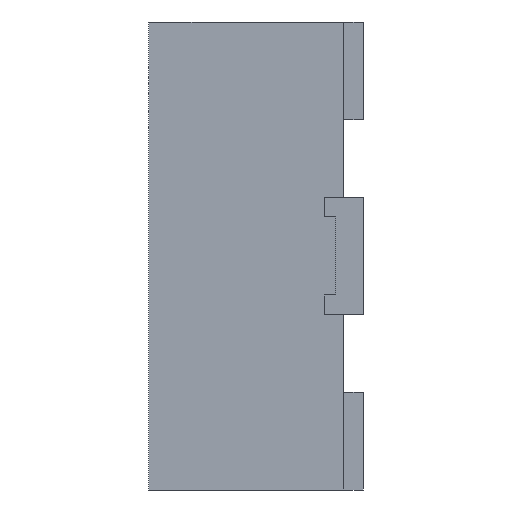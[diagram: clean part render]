
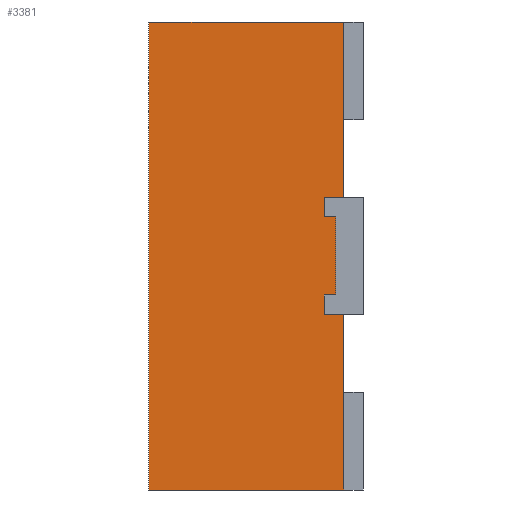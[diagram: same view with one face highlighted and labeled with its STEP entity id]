
A CAD part, left-side view. The second image highlights one B-rep face of the part: STEP entity #3381.
In plain terms, the highlighted planar face has unit normal (-1, 0, 0).
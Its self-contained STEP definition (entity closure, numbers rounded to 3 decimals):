
#3300=VERTEX_POINT('NONE',#3301);
#3301=CARTESIAN_POINT('',(-1.75,0.0,0.15));
#3318=VERTEX_POINT('NONE',#3319);
#3319=CARTESIAN_POINT('',(-1.75,0.0,-0.15));
#3325=EDGE_CURVE('NONE',#3318,#3326,#3328,.F.);
#3326=VERTEX_POINT('NONE',#3327);
#3327=CARTESIAN_POINT('',(-1.75,0.0,-0.6));
#3328=LINE('',#3329,#3330);
#3329=CARTESIAN_POINT('',(-1.75,0.0,-0.6));
#3330=VECTOR('',#3331,1.0);
#3331=DIRECTION('',(0.,0.0,1.0));
#3364=VERTEX_POINT('NONE',#3365);
#3365=CARTESIAN_POINT('',(-1.75,0.0,0.6));
#3371=EDGE_CURVE('NONE',#3364,#3300,#3372,.F.);
#3372=LINE('',#3373,#3374);
#3373=CARTESIAN_POINT('',(-1.75,0.0,-0.6));
#3374=VECTOR('',#3375,1.0);
#3375=DIRECTION('',(0.,0.0,1.0));
#3381=ADVANCED_FACE('NONE',(#3382),#3478,.F.);
#3382=FACE_BOUND('NONE',#3383,.T.);
#3383=EDGE_LOOP('',(#3384,#3394,#3402,#3410,#3416,#3417,#3425,#3433,#3441,#3449,#3457,#3465,#3471,#3472));
#3384=ORIENTED_EDGE('',*,*,#3385,.T.);
#3385=EDGE_CURVE('NONE',#3386,#3388,#3390,.F.);
#3386=VERTEX_POINT('NONE',#3387);
#3387=CARTESIAN_POINT('',(-1.75,0.5,0.6));
#3388=VERTEX_POINT('NONE',#3389);
#3389=CARTESIAN_POINT('',(-1.75,0.5,0.2));
#3390=LINE('',#3391,#3392);
#3391=CARTESIAN_POINT('',(-1.75,0.5,0.6));
#3392=VECTOR('',#3393,1.0);
#3393=DIRECTION('',(0.0,0.0,1.0));
#3394=ORIENTED_EDGE('',*,*,#3395,.T.);
#3395=EDGE_CURVE('NONE',#3388,#3396,#3398,.T.);
#3396=VERTEX_POINT('NONE',#3397);
#3397=CARTESIAN_POINT('',(-1.75,0.5,0.2));
#3398=LINE('',#3399,#3400);
#3399=CARTESIAN_POINT('',(-1.75,0.5,0.2));
#3400=VECTOR('',#3401,1.0);
#3401=DIRECTION('',(0.0,1.0,0.0));
#3402=ORIENTED_EDGE('',*,*,#3403,.T.);
#3403=EDGE_CURVE('NONE',#3396,#3404,#3406,.F.);
#3404=VERTEX_POINT('NONE',#3405);
#3405=CARTESIAN_POINT('',(-1.75,0.5,-0.6));
#3406=LINE('',#3407,#3408);
#3407=CARTESIAN_POINT('',(-1.75,0.5,-0.6));
#3408=VECTOR('',#3409,1.0);
#3409=DIRECTION('',(0.,0.0,1.0));
#3410=ORIENTED_EDGE('',*,*,#3411,.T.);
#3411=EDGE_CURVE('NONE',#3404,#3326,#3412,.T.);
#3412=LINE('',#3413,#3414);
#3413=CARTESIAN_POINT('',(-1.75,0.5,-0.6));
#3414=VECTOR('',#3415,1.0);
#3415=DIRECTION('',(0.0,-1.0,0.0));
#3416=ORIENTED_EDGE('',*,*,#3325,.F.);
#3417=ORIENTED_EDGE('',*,*,#3418,.T.);
#3418=EDGE_CURVE('NONE',#3318,#3419,#3421,.F.);
#3419=VERTEX_POINT('NONE',#3420);
#3420=CARTESIAN_POINT('',(-1.75,0.05,-0.15));
#3421=LINE('',#3422,#3423);
#3422=CARTESIAN_POINT('',(-1.75,0.05,-0.15));
#3423=VECTOR('',#3424,1.0);
#3424=DIRECTION('',(0.0,-1.0,0.0));
#3425=ORIENTED_EDGE('',*,*,#3426,.T.);
#3426=EDGE_CURVE('NONE',#3419,#3427,#3429,.F.);
#3427=VERTEX_POINT('NONE',#3428);
#3428=CARTESIAN_POINT('',(-1.75,0.05,-0.1));
#3429=LINE('',#3430,#3431);
#3430=CARTESIAN_POINT('',(-1.75,0.05,0.));
#3431=VECTOR('',#3432,1.0);
#3432=DIRECTION('',(0.,0.0,-1.0));
#3433=ORIENTED_EDGE('',*,*,#3434,.T.);
#3434=EDGE_CURVE('NONE',#3427,#3435,#3437,.T.);
#3435=VERTEX_POINT('NONE',#3436);
#3436=CARTESIAN_POINT('',(-1.75,0.02,-0.1));
#3437=LINE('',#3438,#3439);
#3438=CARTESIAN_POINT('',(-1.75,0.05,-0.1));
#3439=VECTOR('',#3440,1.0);
#3440=DIRECTION('',(0.0,-1.0,0.0));
#3441=ORIENTED_EDGE('',*,*,#3442,.T.);
#3442=EDGE_CURVE('NONE',#3435,#3443,#3445,.F.);
#3443=VERTEX_POINT('NONE',#3444);
#3444=CARTESIAN_POINT('',(-1.75,0.02,0.1));
#3445=LINE('',#3446,#3447);
#3446=CARTESIAN_POINT('',(-1.75,0.02,0.));
#3447=VECTOR('',#3448,1.0);
#3448=DIRECTION('',(0.,0.0,-1.0));
#3449=ORIENTED_EDGE('',*,*,#3450,.T.);
#3450=EDGE_CURVE('NONE',#3443,#3451,#3453,.F.);
#3451=VERTEX_POINT('NONE',#3452);
#3452=CARTESIAN_POINT('',(-1.75,0.05,0.1));
#3453=LINE('',#3454,#3455);
#3454=CARTESIAN_POINT('',(-1.75,0.05,0.1));
#3455=VECTOR('',#3456,1.0);
#3456=DIRECTION('',(0.0,-1.0,0.0));
#3457=ORIENTED_EDGE('',*,*,#3458,.T.);
#3458=EDGE_CURVE('NONE',#3451,#3459,#3461,.F.);
#3459=VERTEX_POINT('NONE',#3460);
#3460=CARTESIAN_POINT('',(-1.75,0.05,0.15));
#3461=LINE('',#3462,#3463);
#3462=CARTESIAN_POINT('',(-1.75,0.05,0.));
#3463=VECTOR('',#3464,1.0);
#3464=DIRECTION('',(0.,0.0,-1.0));
#3465=ORIENTED_EDGE('',*,*,#3466,.T.);
#3466=EDGE_CURVE('NONE',#3459,#3300,#3467,.T.);
#3467=LINE('',#3468,#3469);
#3468=CARTESIAN_POINT('',(-1.75,0.05,0.15));
#3469=VECTOR('',#3470,1.0);
#3470=DIRECTION('',(0.0,-1.0,0.0));
#3471=ORIENTED_EDGE('',*,*,#3371,.F.);
#3472=ORIENTED_EDGE('',*,*,#3473,.T.);
#3473=EDGE_CURVE('NONE',#3364,#3386,#3474,.F.);
#3474=LINE('',#3475,#3476);
#3475=CARTESIAN_POINT('',(-1.75,0.5,0.6));
#3476=VECTOR('',#3477,1.0);
#3477=DIRECTION('',(0.0,-1.0,0.0));
#3478=PLANE('',#3479);
#3479=AXIS2_PLACEMENT_3D('',#3480,#3481,#3482);
#3480=CARTESIAN_POINT('',(-1.75,0.5,-0.6));
#3481=DIRECTION('',(1.0,0.0,0.));
#3482=DIRECTION('',(0.,0.0,-1.0));
